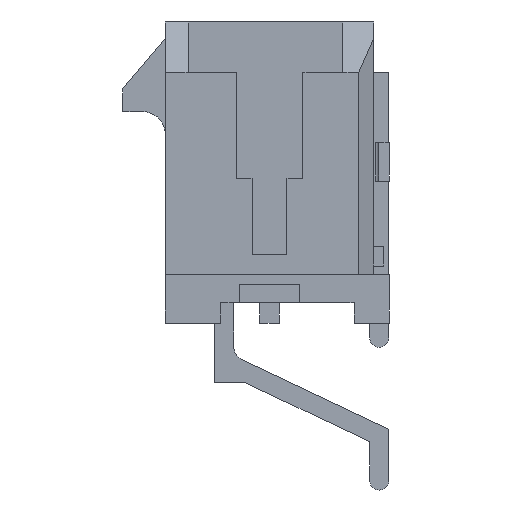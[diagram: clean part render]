
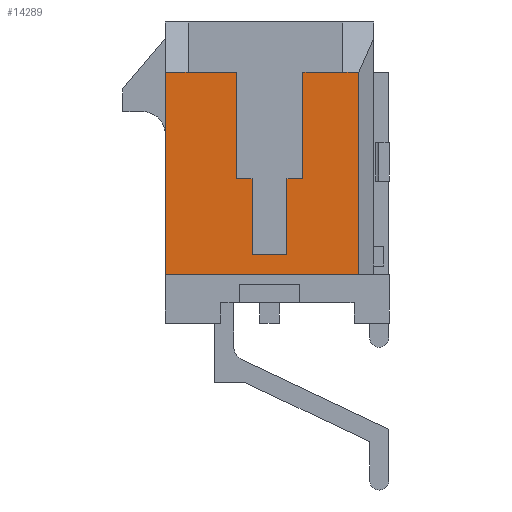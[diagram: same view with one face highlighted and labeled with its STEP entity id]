
A CAD part, left-side view. The second image highlights one B-rep face of the part: STEP entity #14289.
In plain terms, the highlighted planar face has unit normal (-1, 0, 0).
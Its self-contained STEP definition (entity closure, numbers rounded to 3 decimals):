
#2452=DIRECTION('',(0.,0.,-1.));
#2453=VECTOR('',#2452,3.5);
#2454=CARTESIAN_POINT('',(-18.325,-1.1,3.305));
#2455=LINE('',#2454,#2453);
#2456=DIRECTION('',(0.,1.,0.));
#2457=VECTOR('',#2456,1.31);
#2458=CARTESIAN_POINT('',(-18.325,-2.41,3.305));
#2459=LINE('',#2458,#2457);
#2460=DIRECTION('',(0.,-1.,0.));
#2461=VECTOR('',#2460,0.52);
#2462=CARTESIAN_POINT('',(-18.325,-2.41,3.305));
#2463=LINE('',#2462,#2461);
#2464=DIRECTION('',(0.,0.,-1.));
#2465=VECTOR('',#2464,6.66);
#2466=CARTESIAN_POINT('',(-18.325,-2.93,3.305));
#2467=LINE('',#2466,#2465);
#2468=DIRECTION('',(0.,1.,0.));
#2469=VECTOR('',#2468,6.36);
#2470=CARTESIAN_POINT('',(-18.325,-2.93,-3.355));
#2471=LINE('',#2470,#2469);
#2472=DIRECTION('',(0.,0.,1.));
#2473=VECTOR('',#2472,6.66);
#2474=CARTESIAN_POINT('',(-18.325,3.43,-3.355));
#2475=LINE('',#2474,#2473);
#2476=DIRECTION('',(0.,-1.,0.));
#2477=VECTOR('',#2476,0.75);
#2478=CARTESIAN_POINT('',(-18.325,3.43,3.305));
#2479=LINE('',#2478,#2477);
#2480=DIRECTION('',(0.,1.,0.));
#2481=VECTOR('',#2480,1.58);
#2482=CARTESIAN_POINT('',(-18.325,1.1,3.305));
#2483=LINE('',#2482,#2481);
#2484=DIRECTION('',(0.,0.,-1.));
#2485=VECTOR('',#2484,3.5);
#2486=CARTESIAN_POINT('',(-18.325,1.1,3.305));
#2487=LINE('',#2486,#2485);
#2488=DIRECTION('',(0.,1.,0.));
#2489=VECTOR('',#2488,0.525);
#2490=CARTESIAN_POINT('',(-18.325,0.575,-0.195));
#2491=LINE('',#2490,#2489);
#2492=DIRECTION('',(0.,0.,1.));
#2493=VECTOR('',#2492,2.5);
#2494=CARTESIAN_POINT('',(-18.325,0.575,-2.695));
#2495=LINE('',#2494,#2493);
#2496=DIRECTION('',(0.,1.,0.));
#2497=VECTOR('',#2496,1.15);
#2498=CARTESIAN_POINT('',(-18.325,-0.575,-2.695));
#2499=LINE('',#2498,#2497);
#2500=DIRECTION('',(0.,0.,-1.));
#2501=VECTOR('',#2500,2.5);
#2502=CARTESIAN_POINT('',(-18.325,-0.575,-0.195));
#2503=LINE('',#2502,#2501);
#2504=DIRECTION('',(0.,1.,0.));
#2505=VECTOR('',#2504,0.525);
#2506=CARTESIAN_POINT('',(-18.325,-1.1,-0.195));
#2507=LINE('',#2506,#2505);
#8646=CARTESIAN_POINT('',(-18.325,3.43,3.305));
#8648=VERTEX_POINT('',#8646);
#8697=CARTESIAN_POINT('',(-18.325,2.68,3.305));
#8698=VERTEX_POINT('',#8697);
#8699=CARTESIAN_POINT('',(-18.325,-2.41,3.305));
#8700=VERTEX_POINT('',#8699);
#8819=CARTESIAN_POINT('',(-18.325,-1.1,3.305));
#8820=CARTESIAN_POINT('',(-18.325,-1.1,-0.195));
#8821=VERTEX_POINT('',#8819);
#8822=VERTEX_POINT('',#8820);
#8823=CARTESIAN_POINT('',(-18.325,-0.575,-0.195));
#8824=VERTEX_POINT('',#8823);
#8825=CARTESIAN_POINT('',(-18.325,-0.575,-2.695));
#8826=VERTEX_POINT('',#8825);
#8827=CARTESIAN_POINT('',(-18.325,0.575,-2.695));
#8828=VERTEX_POINT('',#8827);
#8829=CARTESIAN_POINT('',(-18.325,0.575,-0.195));
#8830=VERTEX_POINT('',#8829);
#8831=CARTESIAN_POINT('',(-18.325,1.1,-0.195));
#8832=VERTEX_POINT('',#8831);
#8833=CARTESIAN_POINT('',(-18.325,1.1,3.305));
#8834=VERTEX_POINT('',#8833);
#10023=CARTESIAN_POINT('',(-18.325,3.43,-3.355));
#10024=VERTEX_POINT('',#10023);
#10029=CARTESIAN_POINT('',(-18.325,-2.93,3.305));
#10030=VERTEX_POINT('',#10029);
#10031=CARTESIAN_POINT('',(-18.325,-2.93,-3.355));
#10032=VERTEX_POINT('',#10031);
#14260=CARTESIAN_POINT('',(-18.325,0.,0.));
#14261=DIRECTION('',(1.,0.,0.));
#14262=DIRECTION('',(0.,0.,-1.));
#14263=AXIS2_PLACEMENT_3D('',#14260,#14261,#14262);
#14264=PLANE('',#14263);
#14266=ORIENTED_EDGE('',*,*,#14265,.F.);
#14268=ORIENTED_EDGE('',*,*,#14267,.F.);
#14270=ORIENTED_EDGE('',*,*,#14269,.T.);
#14271=ORIENTED_EDGE('',*,*,#13316,.T.);
#14272=ORIENTED_EDGE('',*,*,#13357,.T.);
#14273=ORIENTED_EDGE('',*,*,#13599,.T.);
#14275=ORIENTED_EDGE('',*,*,#14274,.T.);
#14277=ORIENTED_EDGE('',*,*,#14276,.F.);
#14279=ORIENTED_EDGE('',*,*,#14278,.T.);
#14281=ORIENTED_EDGE('',*,*,#14280,.F.);
#14282=ORIENTED_EDGE('',*,*,#14253,.F.);
#14283=ORIENTED_EDGE('',*,*,#14140,.F.);
#14284=ORIENTED_EDGE('',*,*,#14211,.F.);
#14286=ORIENTED_EDGE('',*,*,#14285,.F.);
#14287=EDGE_LOOP('',(#14266,#14268,#14270,#14271,#14272,#14273,#14275,#14277,
#14279,#14281,#14282,#14283,#14284,#14286));
#14288=FACE_OUTER_BOUND('',#14287,.F.);
#14289=ADVANCED_FACE('',(#14288),#14264,.F.);
#13316=EDGE_CURVE('',#10030,#10032,#2467,.T.);
#13357=EDGE_CURVE('',#10032,#10024,#2471,.T.);
#13599=EDGE_CURVE('',#10024,#8648,#2475,.T.);
#14140=EDGE_CURVE('',#8826,#8828,#2499,.T.);
#14211=EDGE_CURVE('',#8824,#8826,#2503,.T.);
#14253=EDGE_CURVE('',#8828,#8830,#2495,.T.);
#14265=EDGE_CURVE('',#8821,#8822,#2455,.T.);
#14267=EDGE_CURVE('',#8700,#8821,#2459,.T.);
#14269=EDGE_CURVE('',#8700,#10030,#2463,.T.);
#14274=EDGE_CURVE('',#8648,#8698,#2479,.T.);
#14276=EDGE_CURVE('',#8834,#8698,#2483,.T.);
#14278=EDGE_CURVE('',#8834,#8832,#2487,.T.);
#14280=EDGE_CURVE('',#8830,#8832,#2491,.T.);
#14285=EDGE_CURVE('',#8822,#8824,#2507,.T.);
